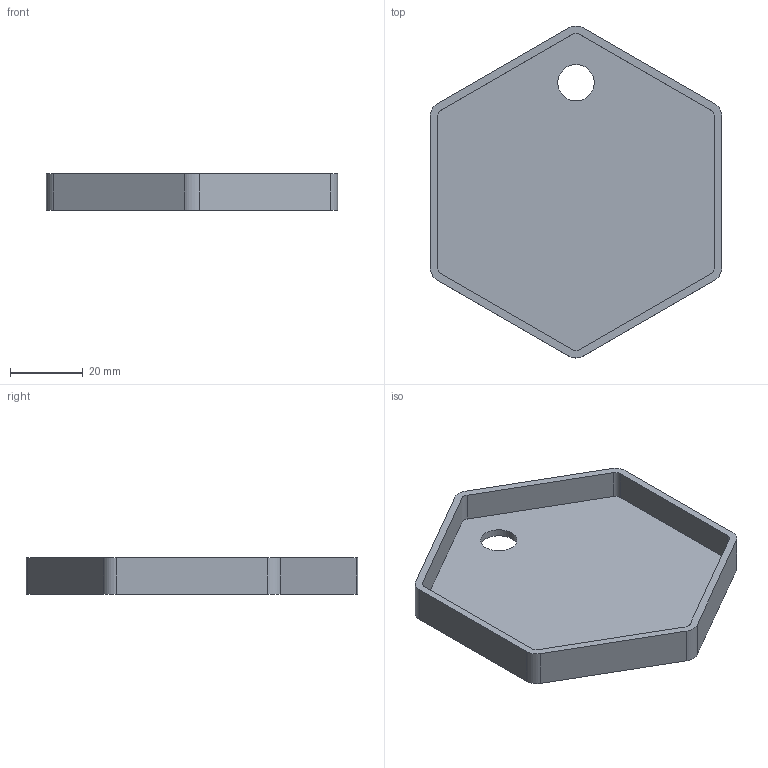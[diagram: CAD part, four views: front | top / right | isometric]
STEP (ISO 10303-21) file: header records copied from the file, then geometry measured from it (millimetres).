
FILE_DESCRIPTION(/* description */ (''),/* implementation_level */ '2;1');
FILE_NAME(/* name */ 'pendant_bottomLayer.step',/* time_stamp */ '2025-07-31T20:26:27-07:00',/* author */ (''),/* organization */ (''),/* preprocessor_version */ 'ST-DEVELOPER v20.1',/* originating_system */ 'Autodesk Translation Framework v14.10.0.0',/* authorisation */ '');
FILE_SCHEMA (('AUTOMOTIVE_DESIGN { 1 0 10303 214 3 1 1 }'));
Length unit declared in the file: millimetre
Products named in the file (1): 2025-07-31-20-01-31-895
Bounding box: 80 x 91.14 x 10 mm (x, y, z)
Volume: 15210 mm3; surface area: 15821.9 mm2
Topology: 1 solids, 1 shells, 28 faces, 75 edges, 50 vertices
Faces by surface type: plane 15, cylinder 13
Full cylindrical faces by diameter (mm): 10 x1
Entity records: 922 total; most frequent: DIRECTION 159, CARTESIAN_POINT 154, ORIENTED_EDGE 150, EDGE_CURVE 75, AXIS2_PLACEMENT_3D 55, VERTEX_POINT 50, LINE 49, VECTOR 49
